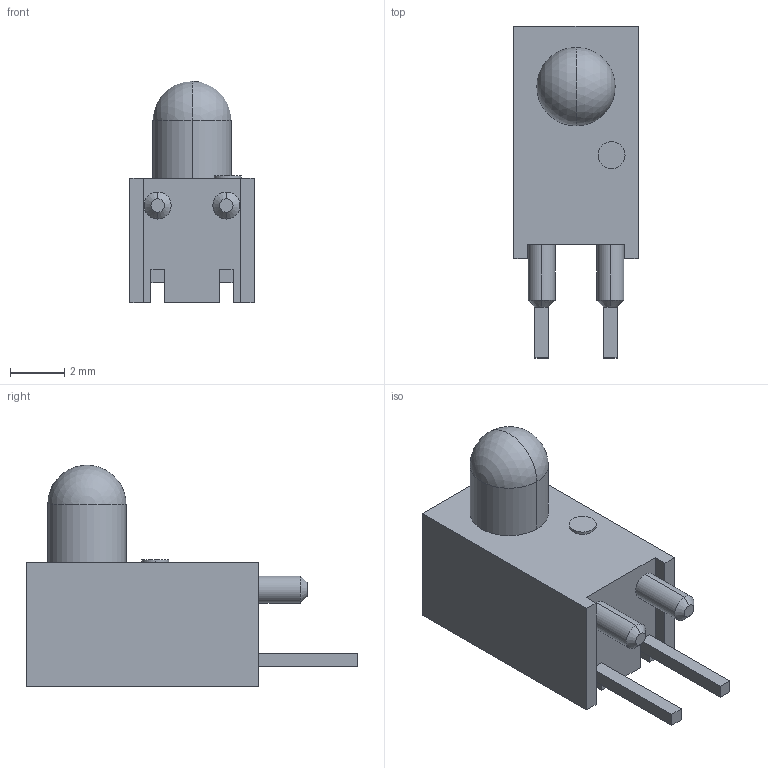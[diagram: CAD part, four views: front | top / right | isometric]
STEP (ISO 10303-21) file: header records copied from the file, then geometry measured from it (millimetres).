
FILE_DESCRIPTION (( 'STEP AP214' ), '1' );
FILE_NAME ('934RS-1.STEP', '2008-08-27T23:25:12', ( '' ), ( '' ), 'SwSTEP 2.0', 'SolidWorks 2008', '' );
FILE_SCHEMA (( 'AUTOMOTIVE_DESIGN' ));
Length unit declared in the file: millimetre
Products named in the file (1): 934RS-1
Bounding box: 4.6 x 12.28 x 8.2 mm (x, y, z)
Volume: 192.5 mm3; surface area: 285.6 mm2
Topology: 1 solids, 1 shells, 330 faces, 883 edges, 585 vertices
Faces by surface type: plane 198, bspline 116, cylinder 10, cone 4, sphere 2
Entity records: 19264 total; most frequent: CARTESIAN_POINT 8181, ORIENTED_EDGE 1758, DIRECTION 1103, EDGE_CURVE 879, VECTOR 621, LINE 621, VERTEX_POINT 583, EDGE_LOOP 362
